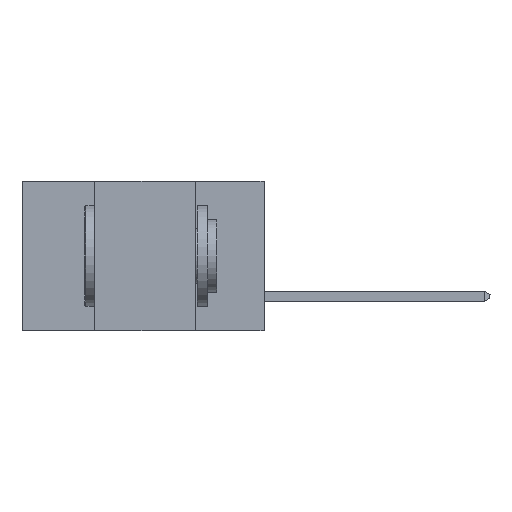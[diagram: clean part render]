
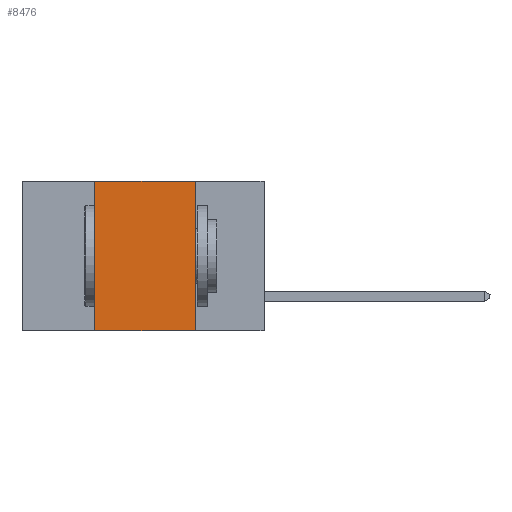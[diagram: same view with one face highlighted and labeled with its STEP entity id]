
A CAD part, left-side view. The second image highlights one B-rep face of the part: STEP entity #8476.
In plain terms, the highlighted planar face has unit normal (-1, 0, 0).
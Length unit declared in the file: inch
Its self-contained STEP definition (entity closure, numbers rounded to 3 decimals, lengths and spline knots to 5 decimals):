
#241 = ORIENTED_EDGE ( 'NONE', *, *, #18246, .T. ) ;
#484 = VERTEX_POINT ( 'NONE', #589 ) ;
#589 = CARTESIAN_POINT ( 'NONE',  ( 0., 0.42, -0.37 ) ) ;
#1273 = DIRECTION ( 'NONE',  ( 0., 0., 1. ) ) ;
#2163 = VECTOR ( 'NONE', #1273, 39.37008 ) ;
#2221 = EDGE_LOOP ( 'NONE', ( #5852, #17053, #3324, #241 ) ) ;
#2258 = DIRECTION ( 'NONE',  ( 1., 0., 0. ) ) ;
#3324 = ORIENTED_EDGE ( 'NONE', *, *, #16405, .F. ) ;
#3614 = LINE ( 'NONE', #6397, #9958 ) ;
#4382 = DIRECTION ( 'NONE',  ( 0., -1., 0. ) ) ;
#5422 = DIRECTION ( 'NONE',  ( 0., 0., -1. ) ) ;
#5616 = CARTESIAN_POINT ( 'NONE',  ( 0., 0.17, -0.37 ) ) ;
#5625 = VERTEX_POINT ( 'NONE', #12438 ) ;
#5852 = ORIENTED_EDGE ( 'NONE', *, *, #14291, .F. ) ;
#6397 = CARTESIAN_POINT ( 'NONE',  ( 0., 0.6, 0. ) ) ;
#6844 = VERTEX_POINT ( 'NONE', #5616 ) ;
#6845 = FACE_OUTER_BOUND ( 'NONE', #2221, .T. ) ;
#7985 = VECTOR ( 'NONE', #4382, 39.37008 ) ;
#8476 = ADVANCED_FACE ( 'NONE', ( #6845 ), #18426, .F. ) ;
#9569 = CARTESIAN_POINT ( 'NONE',  ( 0., 0.17, -0.37 ) ) ;
#9958 = VECTOR ( 'NONE', #12461, 39.37008 ) ;
#10285 = CARTESIAN_POINT ( 'NONE',  ( 0., 0.6, -0.37 ) ) ;
#10702 = EDGE_CURVE ( 'NONE', #5625, #18567, #3614, .T. ) ;
#10919 = CARTESIAN_POINT ( 'NONE',  ( 0., 0.6, 0. ) ) ;
#11377 = DIRECTION ( 'NONE',  ( 0., 0., -1. ) ) ;
#11479 = LINE ( 'NONE', #9569, #13354 ) ;
#12234 = CARTESIAN_POINT ( 'NONE',  ( 0., 0.17, 0. ) ) ;
#12438 = CARTESIAN_POINT ( 'NONE',  ( 0., 0.42, 0. ) ) ;
#12461 = DIRECTION ( 'NONE',  ( 0., -1., 0. ) ) ;
#12781 = LINE ( 'NONE', #14016, #2163 ) ;
#13354 = VECTOR ( 'NONE', #11377, 39.37008 ) ;
#14016 = CARTESIAN_POINT ( 'NONE',  ( 0., 0.42, -0.37 ) ) ;
#14291 = EDGE_CURVE ( 'NONE', #18567, #6844, #11479, .T. ) ;
#14749 = AXIS2_PLACEMENT_3D ( 'NONE', #10919, #2258, #5422 ) ;
#16259 = LINE ( 'NONE', #10285, #7985 ) ;
#16405 = EDGE_CURVE ( 'NONE', #484, #5625, #12781, .T. ) ;
#17053 = ORIENTED_EDGE ( 'NONE', *, *, #10702, .F. ) ;
#18246 = EDGE_CURVE ( 'NONE', #484, #6844, #16259, .T. ) ;
#18426 = PLANE ( 'NONE',  #14749 ) ;
#18567 = VERTEX_POINT ( 'NONE', #12234 ) ;
